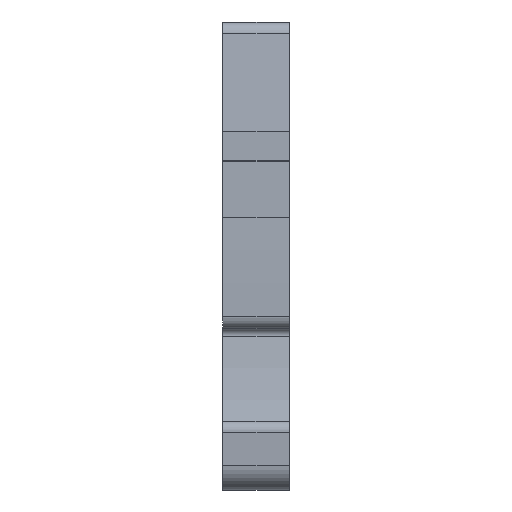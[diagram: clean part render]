
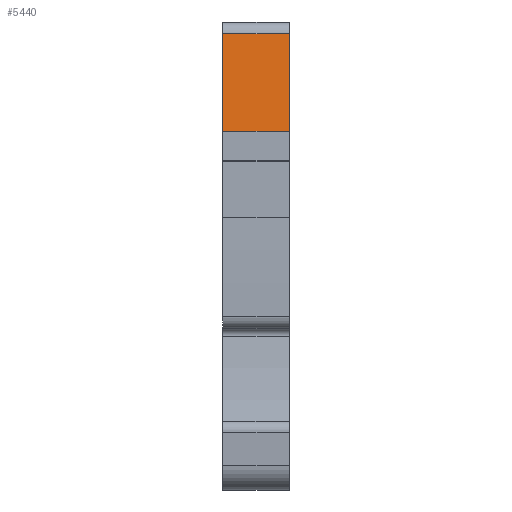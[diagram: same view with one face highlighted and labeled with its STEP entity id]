
A CAD part, front view. The second image highlights one B-rep face of the part: STEP entity #5440.
In plain terms, the highlighted planar face has unit normal (0, -0.996, 0.087).
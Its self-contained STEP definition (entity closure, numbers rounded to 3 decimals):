
#5420=AXIS2_PLACEMENT_3D('Plane Axis2P3D',#5417,#5418,#5419) ;
#1030=CARTESIAN_POINT('Vertex',(0.,2.596,35.237)) ;
#1033=CARTESIAN_POINT('Line Origine',(2.55,2.596,35.237)) ;
#1037=CARTESIAN_POINT('Vertex',(5.1,2.596,35.237)) ;
#1750=CARTESIAN_POINT('Vertex',(0.,1.936,27.7)) ;
#1753=CARTESIAN_POINT('Line Origine',(0.,2.266,31.469)) ;
#5417=CARTESIAN_POINT('Axis2P3D Location',(2.8,1.936,27.7)) ;
#5422=CARTESIAN_POINT('Line Origine',(2.55,1.936,27.7)) ;
#5426=CARTESIAN_POINT('Vertex',(5.1,1.936,27.7)) ;
#5429=CARTESIAN_POINT('Line Origine',(5.1,2.266,31.469)) ;
#1034=DIRECTION('Vector Direction',(1.,0.,0.)) ;
#1754=DIRECTION('Vector Direction',(0.,0.087,0.996)) ;
#5418=DIRECTION('Axis2P3D Direction',(0.,-0.996,0.087)) ;
#5419=DIRECTION('Axis2P3D XDirection',(0.,0.087,0.996)) ;
#5423=DIRECTION('Vector Direction',(-1.,0.,0.)) ;
#5430=DIRECTION('Vector Direction',(0.,0.087,0.996)) ;
#1035=VECTOR('Line Direction',#1034,1.) ;
#1755=VECTOR('Line Direction',#1754,1.) ;
#5424=VECTOR('Line Direction',#5423,1.) ;
#5431=VECTOR('Line Direction',#5430,1.) ;
#5435=ORIENTED_EDGE('',*,*,#5428,.F.) ;
#5436=ORIENTED_EDGE('',*,*,#5433,.T.) ;
#5437=ORIENTED_EDGE('',*,*,#1039,.T.) ;
#5438=ORIENTED_EDGE('',*,*,#1757,.F.) ;
#5440=ADVANCED_FACE('MLD',(#5439),#5421,.T.) ;
#1039=EDGE_CURVE('',#1038,#1031,#1036,.F.) ;
#1757=EDGE_CURVE('',#1751,#1031,#1756,.T.) ;
#5428=EDGE_CURVE('',#5427,#1751,#5425,.T.) ;
#5433=EDGE_CURVE('',#5427,#1038,#5432,.T.) ;
#5434=EDGE_LOOP('',(#5435,#5436,#5437,#5438)) ;
#5439=FACE_OUTER_BOUND('',#5434,.T.) ;
#1036=LINE('Line',#1033,#1035) ;
#1756=LINE('Line',#1753,#1755) ;
#5425=LINE('Line',#5422,#5424) ;
#5432=LINE('Line',#5429,#5431) ;
#5421=PLANE('',#5420) ;
#1031=VERTEX_POINT('',#1030) ;
#1038=VERTEX_POINT('',#1037) ;
#1751=VERTEX_POINT('',#1750) ;
#5427=VERTEX_POINT('',#5426) ;
